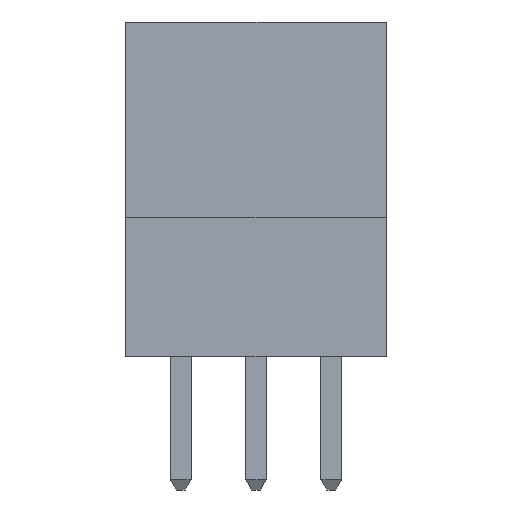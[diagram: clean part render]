
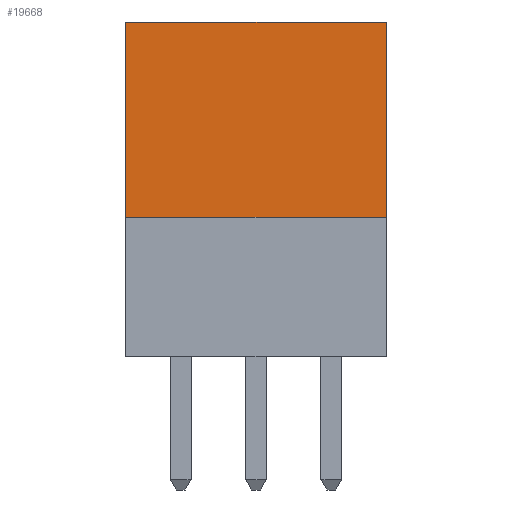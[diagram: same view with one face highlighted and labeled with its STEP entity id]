
A CAD part, left-side view. The second image highlights one B-rep face of the part: STEP entity #19668.
In plain terms, the highlighted planar face has unit normal (-1, 0, 0).
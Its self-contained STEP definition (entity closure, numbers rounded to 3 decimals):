
#129 = CARTESIAN_POINT ( 'NONE',  ( -22.35, 4.4, 4.7 ) ) ;
#270 = VECTOR ( 'NONE', #13830, 1000. ) ;
#1014 = EDGE_CURVE ( 'NONE', #6506, #19393, #7414, .T. ) ;
#1343 = CARTESIAN_POINT ( 'NONE',  ( -22.35, -4.4, 4.7 ) ) ;
#1417 = VECTOR ( 'NONE', #5917, 1000. ) ;
#3316 = LINE ( 'NONE', #11115, #19101 ) ;
#3436 = EDGE_CURVE ( 'NONE', #19393, #7735, #10956, .T. ) ;
#4269 = CARTESIAN_POINT ( 'NONE',  ( -22.35, -4.4, 4.7 ) ) ;
#4838 = VERTEX_POINT ( 'NONE', #11512 ) ;
#5809 = ORIENTED_EDGE ( 'NONE', *, *, #1014, .T. ) ;
#5917 = DIRECTION ( 'NONE',  ( 0., 0., -1. ) ) ;
#6506 = VERTEX_POINT ( 'NONE', #9550 ) ;
#6937 = ORIENTED_EDGE ( 'NONE', *, *, #13738, .F. ) ;
#7302 = EDGE_LOOP ( 'NONE', ( #7880, #10666, #6937, #5809 ) ) ;
#7310 = CARTESIAN_POINT ( 'NONE',  ( -22.35, -4.4, 11.3 ) ) ;
#7367 = DIRECTION ( 'NONE',  ( 1., 0., 0. ) ) ;
#7414 = LINE ( 'NONE', #19888, #1417 ) ;
#7735 = VERTEX_POINT ( 'NONE', #4269 ) ;
#7880 = ORIENTED_EDGE ( 'NONE', *, *, #3436, .T. ) ;
#9550 = CARTESIAN_POINT ( 'NONE',  ( -22.35, 4.4, 11.3 ) ) ;
#9821 = EDGE_CURVE ( 'NONE', #4838, #7735, #3316, .T. ) ;
#9964 = AXIS2_PLACEMENT_3D ( 'NONE', #10482, #7367, #13241 ) ;
#10482 = CARTESIAN_POINT ( 'NONE',  ( -22.35, -4.4, 11.3 ) ) ;
#10666 = ORIENTED_EDGE ( 'NONE', *, *, #9821, .F. ) ;
#10956 = LINE ( 'NONE', #1343, #270 ) ;
#11115 = CARTESIAN_POINT ( 'NONE',  ( -22.35, -4.4, 11.3 ) ) ;
#11512 = CARTESIAN_POINT ( 'NONE',  ( -22.35, -4.4, 11.3 ) ) ;
#13241 = DIRECTION ( 'NONE',  ( 0., 0., -1. ) ) ;
#13576 = DIRECTION ( 'NONE',  ( 0., -1., 0. ) ) ;
#13738 = EDGE_CURVE ( 'NONE', #6506, #4838, #16199, .T. ) ;
#13830 = DIRECTION ( 'NONE',  ( 0., -1., 0. ) ) ;
#14925 = VECTOR ( 'NONE', #13576, 1000. ) ;
#16199 = LINE ( 'NONE', #7310, #14925 ) ;
#16590 = FACE_OUTER_BOUND ( 'NONE', #7302, .T. ) ;
#17646 = DIRECTION ( 'NONE',  ( 0., 0., -1. ) ) ;
#19101 = VECTOR ( 'NONE', #17646, 1000. ) ;
#19393 = VERTEX_POINT ( 'NONE', #129 ) ;
#19549 = PLANE ( 'NONE',  #9964 ) ;
#19668 = ADVANCED_FACE ( 'NONE', ( #16590 ), #19549, .F. ) ;
#19888 = CARTESIAN_POINT ( 'NONE',  ( -22.35, 4.4, 11.3 ) ) ;
